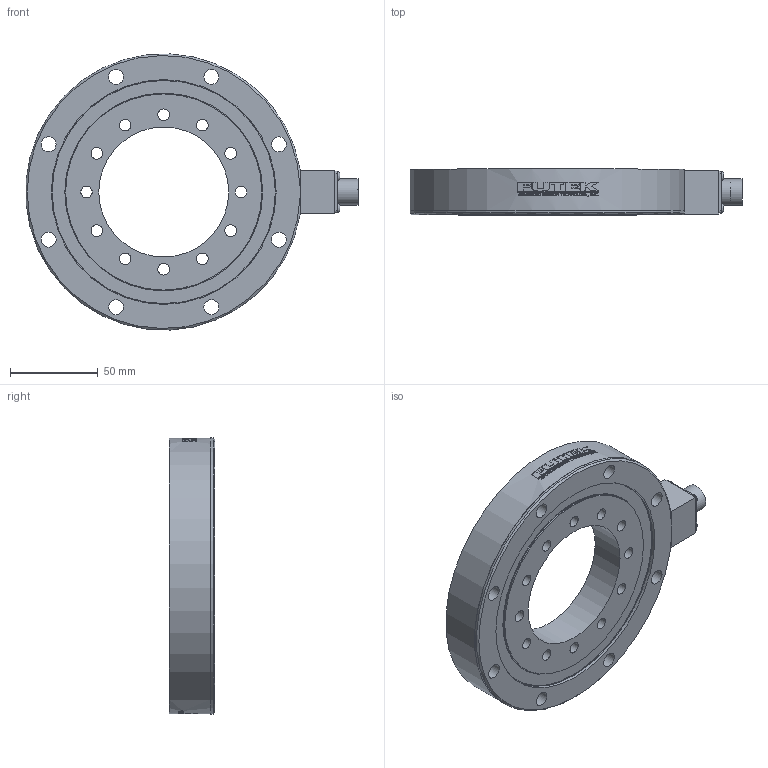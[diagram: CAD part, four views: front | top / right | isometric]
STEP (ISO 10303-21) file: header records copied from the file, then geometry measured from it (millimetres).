
FILE_DESCRIPTION(/* description */ (''),/* implementation_level */ '2;1');
FILE_NAME(/* name */ 'QSH1830.stp',/* time_stamp */ '2016-01-07T16:35:22-08:00',/* author */ ('elkolino'),/* organization */ (''),/* preprocessor_version */ 'ST-DEVELOPER v15.6',/* originating_system */ 'Autodesk Inventor 2015',/* authorisation */ '');
FILE_SCHEMA (('AUTOMOTIVE_DESIGN { 1 0 10303 214 3 1 1 }'));
Products named in the file (1): QSH01830
Bounding box: 189.12 x 26 x 157.31 mm (x, y, z)
Volume: 332946.6 mm3; surface area: 65247.6 mm2
Topology: 1 solids, 1 shells, 1532 faces, 4091 edges, 2693 vertices
Faces by surface type: plane 783, bspline 555, cylinder 185, cone 5, torus 4
Full cylindrical faces by diameter (mm): 1.524 x6, 6.655 x12, 8.5 x8, 13.97 x1, 14.986 x1, 74 x1, 110 x1, 111.76 x1, 112.522 x1, 112.674 x1, 113.284 x1, 126.492 x1, 127.102 x1, 127.254 x1, 128.016 x1
Entity records: 61417 total; most frequent: CARTESIAN_POINT 24968, ORIENTED_EDGE 8096, DIRECTION 5729, EDGE_CURVE 4017, VERTEX_POINT 2665, LINE 1957, VECTOR 1957, AXIS2_PLACEMENT_3D 1886
